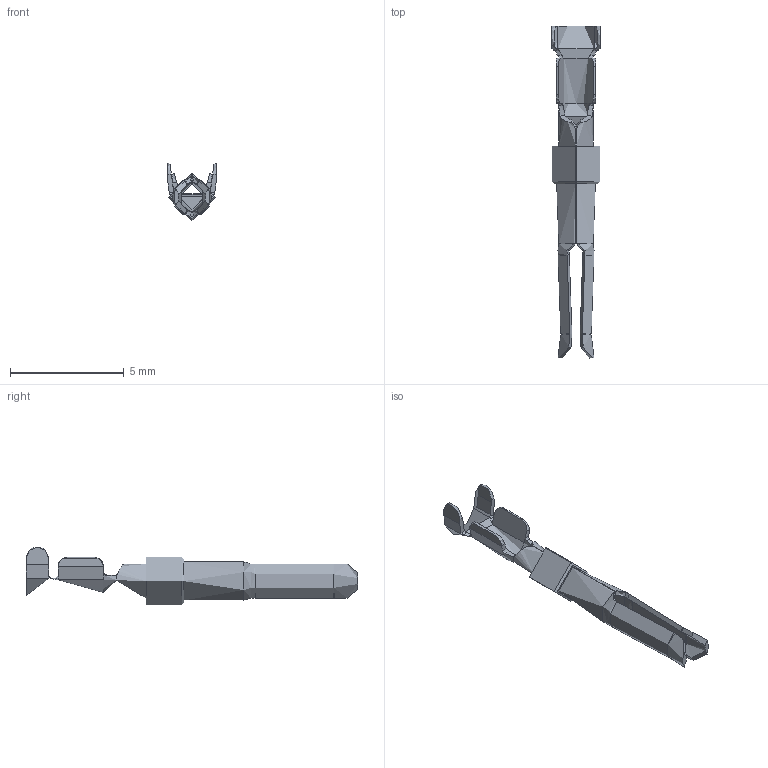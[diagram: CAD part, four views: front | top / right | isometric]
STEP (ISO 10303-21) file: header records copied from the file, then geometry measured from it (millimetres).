
FILE_DESCRIPTION( ( 'Unknown' ), '1' );
FILE_NAME( '61800213722DEC.stp', 'Unknown', ( 'Unknown' ), ( 'Unknown' ), 'PSStep 18.0.17', 'Unknown', ' ' );
FILE_SCHEMA( ( 'AUTOMOTIVE_DESIGN { 1 0 10303 214 1 1 1 1 }' ) );
Length unit declared in the file: millimetre
Products named in the file (2): Assem1; 61800213722DEC
Assembly tree (1 placements, depth 2):
  Assem1
    61800213722DEC
Bounding box: 2.14 x 14.6 x 2.55 mm (x, y, z)
Topology: 0 solids, 5 shells, 109 faces, 297 edges, 192 vertices
Faces by surface type: plane 42, cylinder 30, bspline 20, torus 9, cone 8
Entity records: 5624 total; most frequent: CARTESIAN_POINT 2248, ORIENTED_EDGE 582, DIRECTION 426, EDGE_CURVE 291, VERTEX_POINT 184, AXIS2_PLACEMENT_3D 158, B_SPLINE_CURVE_WITH_KNOTS 114, LINE 110
